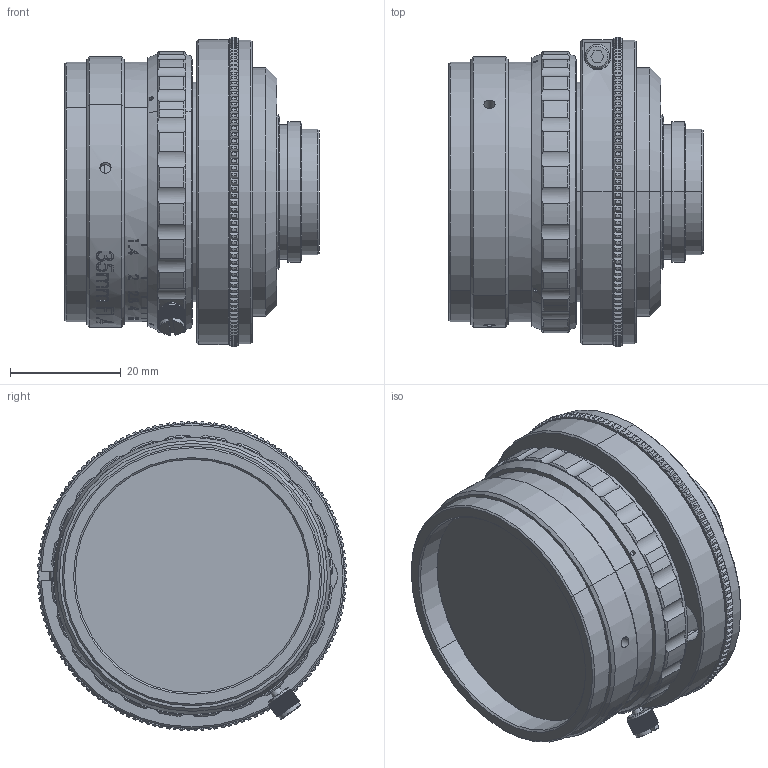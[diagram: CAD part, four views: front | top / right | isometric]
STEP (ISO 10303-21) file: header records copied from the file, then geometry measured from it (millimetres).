
FILE_DESCRIPTION (( 'STEP AP214' ), '1' );
FILE_NAME ('3514.STEP', '2023-03-02T02:23:49', ( '' ), ( '' ), 'SwSTEP 2.0', 'SolidWorks 2018', '' );
FILE_SCHEMA (( 'AUTOMOTIVE_DESIGN' ));
Length unit declared in the file: millimetre
Products named in the file (11): E6ѹȦ; M2.5粟銅菜え; M2.5x12_杯头杯头直径实测4.45; 嫖戲覃誹遠_44.6_5.98; 嫖擊坶踡隊_V1; 翋噩芠; 3514; F諳惕踡遠; 1603S-C諉諳; 6080覦趼遠; 嫖戲畢裝
Assembly tree (10 placements, depth 2):
  3514
    翋噩芠
    6080覦趼遠
    嫖戲覃誹遠_44.6_5.98
    E6ѹȦ
    嫖戲畢裝
    F諳惕踡遠
    M2.5x12_杯头杯头直径实测4.45
    M2.5粟銅菜え
    嫖擊坶踡隊_V1
    1603S-C諉諳
Bounding box: 46.11 x 55.99 x 55.99 mm (x, y, z)
Volume: 70213.3 mm3; surface area: 31256.6 mm2
Topology: 10 solids, 10 shells, 1794 faces, 4723 edges, 3011 vertices
Faces by surface type: plane 679, cone 591, cylinder 427, bspline 97
Entity records: 69944 total; most frequent: CARTESIAN_POINT 23893, ORIENTED_EDGE 9446, DIRECTION 8315, EDGE_CURVE 4723, AXIS2_PLACEMENT_3D 3272, VERTEX_POINT 3011, EDGE_LOOP 1878, ADVANCED_FACE 1794
